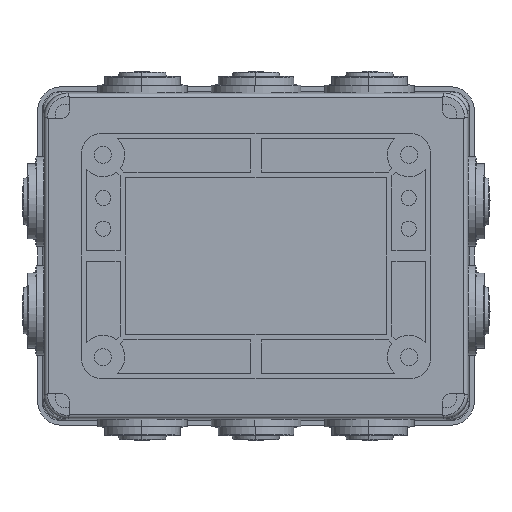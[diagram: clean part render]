
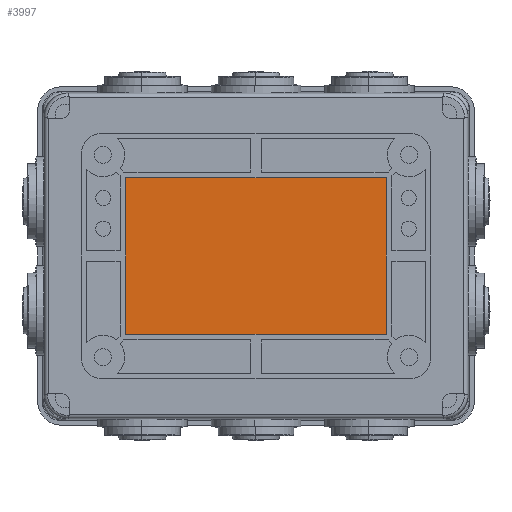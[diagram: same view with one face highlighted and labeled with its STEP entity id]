
A CAD part, front view. The second image highlights one B-rep face of the part: STEP entity #3997.
In plain terms, the highlighted planar face has unit normal (0, -1, 0).
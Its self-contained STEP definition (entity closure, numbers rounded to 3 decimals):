
#415 = LINE ( 'NONE', #29446, #3013 ) ;
#1153 = VECTOR ( 'NONE', #28190, 1000. ) ;
#1271 = VERTEX_POINT ( 'NONE', #6589 ) ;
#1538 = EDGE_CURVE ( 'NONE', #10665, #9148, #17859, .T. ) ;
#1889 = EDGE_LOOP ( 'NONE', ( #22701, #13424, #6986, #26899 ) ) ;
#1961 = DIRECTION ( 'NONE',  ( 0., 1., 0. ) ) ;
#2307 = PLANE ( 'NONE',  #3957 ) ;
#3013 = VECTOR ( 'NONE', #18360, 1000. ) ;
#3957 = AXIS2_PLACEMENT_3D ( 'NONE', #18742, #1961, #32137 ) ;
#3997 = ADVANCED_FACE ( 'NONE', ( #15594 ), #2307, .F. ) ;
#6472 = EDGE_CURVE ( 'NONE', #9148, #17428, #23223, .T. ) ;
#6589 = CARTESIAN_POINT ( 'NONE',  ( -59.75, 0., -35.95 ) ) ;
#6986 = ORIENTED_EDGE ( 'NONE', *, *, #6472, .T. ) ;
#8423 = LINE ( 'NONE', #33605, #1153 ) ;
#9148 = VERTEX_POINT ( 'NONE', #22799 ) ;
#9454 = VECTOR ( 'NONE', #9733, 1000. ) ;
#9733 = DIRECTION ( 'NONE',  ( -1., 0., 0. ) ) ;
#10665 = VERTEX_POINT ( 'NONE', #12695 ) ;
#11118 = CARTESIAN_POINT ( 'NONE',  ( 59.75, 0., 38.45 ) ) ;
#12695 = CARTESIAN_POINT ( 'NONE',  ( 59.75, 0., -35.95 ) ) ;
#13424 = ORIENTED_EDGE ( 'NONE', *, *, #1538, .T. ) ;
#15594 = FACE_OUTER_BOUND ( 'NONE', #1889, .T. ) ;
#17428 = VERTEX_POINT ( 'NONE', #27038 ) ;
#17859 = LINE ( 'NONE', #11118, #28221 ) ;
#18360 = DIRECTION ( 'NONE',  ( 1., 0., 0. ) ) ;
#18742 = CARTESIAN_POINT ( 'NONE',  ( 86., 0., 63.5 ) ) ;
#22701 = ORIENTED_EDGE ( 'NONE', *, *, #32366, .T. ) ;
#22799 = CARTESIAN_POINT ( 'NONE',  ( 59.75, 0., 35.95 ) ) ;
#23223 = LINE ( 'NONE', #34536, #9454 ) ;
#26899 = ORIENTED_EDGE ( 'NONE', *, *, #35119, .T. ) ;
#27038 = CARTESIAN_POINT ( 'NONE',  ( -59.75, 0., 35.95 ) ) ;
#28190 = DIRECTION ( 'NONE',  ( 0., 0., -1. ) ) ;
#28221 = VECTOR ( 'NONE', #35466, 1000. ) ;
#29446 = CARTESIAN_POINT ( 'NONE',  ( -62.25, 0., -35.95 ) ) ;
#32137 = DIRECTION ( 'NONE',  ( 0., 0., 1. ) ) ;
#32366 = EDGE_CURVE ( 'NONE', #1271, #10665, #415, .T. ) ;
#33605 = CARTESIAN_POINT ( 'NONE',  ( -59.75, 0., 38.45 ) ) ;
#34536 = CARTESIAN_POINT ( 'NONE',  ( -62.25, 0., 35.95 ) ) ;
#35119 = EDGE_CURVE ( 'NONE', #17428, #1271, #8423, .T. ) ;
#35466 = DIRECTION ( 'NONE',  ( 0., 0., 1. ) ) ;
